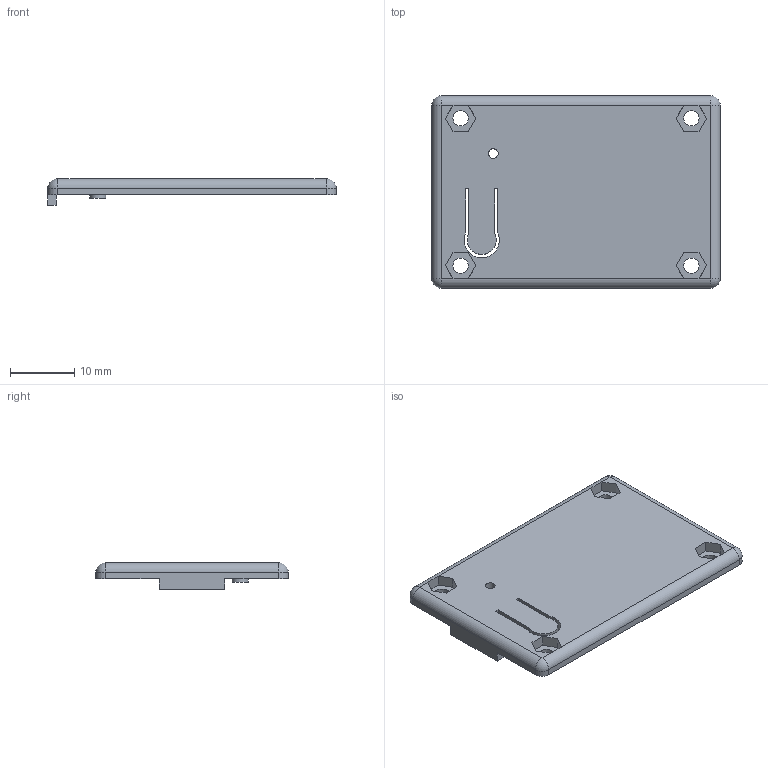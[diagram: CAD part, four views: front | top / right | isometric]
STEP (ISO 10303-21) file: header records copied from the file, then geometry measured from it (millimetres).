
FILE_DESCRIPTION(/* description */ (''),/* implementation_level */ '2;1');
FILE_NAME(/* name */ 'Bolt-Lid-Blank.step',/* time_stamp */ '2025-12-09T22:02:38-05:00',/* author */ (''),/* organization */ (''),/* preprocessor_version */ 'ST-DEVELOPER v20.1',/* originating_system */ 'Autodesk Translation Framework v14.21.0.0',/* authorisation */ '');
FILE_SCHEMA (('AUTOMOTIVE_DESIGN { 1 0 10303 214 3 1 1 }'));
Length unit declared in the file: millimetre
Products named in the file (1): Smol-Slimes
Bounding box: 45 x 30 x 4.1 mm (x, y, z)
Volume: 2779.9 mm3; surface area: 3355.7 mm2
Topology: 1 solids, 1 shells, 75 faces, 198 edges, 128 vertices
Faces by surface type: plane 55, cylinder 16, sphere 4
Full cylindrical faces by diameter (mm): 1.5 x1, 2.4 x4, 2.5 x1
Entity records: 2342 total; most frequent: CARTESIAN_POINT 402, ORIENTED_EDGE 396, DIRECTION 390, EDGE_CURVE 198, LINE 158, VECTOR 158, VERTEX_POINT 128, AXIS2_PLACEMENT_3D 116
